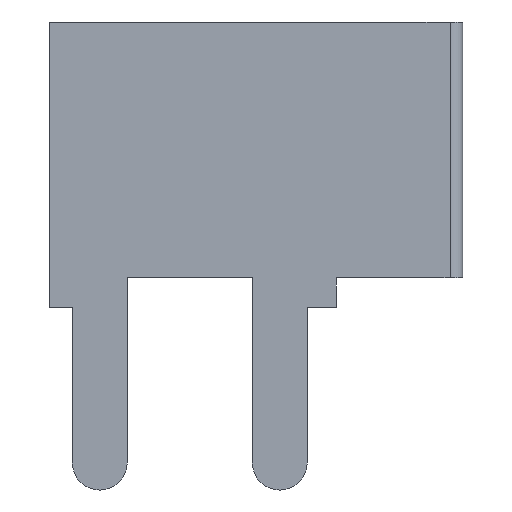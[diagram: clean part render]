
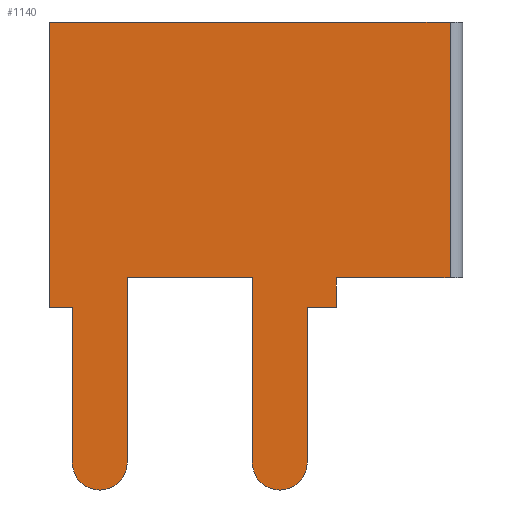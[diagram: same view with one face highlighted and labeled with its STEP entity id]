
A CAD part, left-side view. The second image highlights one B-rep face of the part: STEP entity #1140.
In plain terms, the highlighted planar face has unit normal (-1, 0, 0).
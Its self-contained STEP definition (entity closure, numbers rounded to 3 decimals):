
#221 = VERTEX_POINT('',#222);
#222 = CARTESIAN_POINT('',(-4.165,-7.23,0.81));
#229 = EDGE_CURVE('',#221,#230,#232,.T.);
#230 = VERTEX_POINT('',#231);
#231 = CARTESIAN_POINT('',(-4.165,-4.07,0.81));
#232 = LINE('',#233,#234);
#233 = CARTESIAN_POINT('',(-4.165,-7.58,0.81));
#234 = VECTOR('',#235,1.);
#235 = DIRECTION('',(0.,1.,0.));
#301 = EDGE_CURVE('',#230,#302,#304,.T.);
#302 = VERTEX_POINT('',#303);
#303 = CARTESIAN_POINT('',(-4.165,-4.07,0.));
#304 = LINE('',#305,#306);
#305 = CARTESIAN_POINT('',(-4.165,-4.07,0.81));
#306 = VECTOR('',#307,1.);
#307 = DIRECTION('',(0.,0.,-1.));
#353 = VERTEX_POINT('',#354);
#354 = CARTESIAN_POINT('',(-4.165,-7.23,7.92));
#361 = EDGE_CURVE('',#353,#362,#364,.T.);
#362 = VERTEX_POINT('',#363);
#363 = CARTESIAN_POINT('',(-4.165,3.9,7.92));
#364 = LINE('',#365,#366);
#365 = CARTESIAN_POINT('',(-4.165,-7.58,7.92));
#366 = VECTOR('',#367,1.);
#367 = DIRECTION('',(0.,1.,0.));
#416 = EDGE_CURVE('',#417,#302,#419,.T.);
#417 = VERTEX_POINT('',#418);
#418 = CARTESIAN_POINT('',(-4.165,-3.26,0.));
#419 = LINE('',#420,#421);
#420 = CARTESIAN_POINT('',(-4.165,-1.74,0.));
#421 = VECTOR('',#422,1.);
#422 = DIRECTION('',(0.,-1.,0.));
#443 = VERTEX_POINT('',#444);
#444 = CARTESIAN_POINT('',(-4.165,3.9,0.));
#450 = EDGE_CURVE('',#362,#443,#451,.T.);
#451 = LINE('',#452,#453);
#452 = CARTESIAN_POINT('',(-4.165,3.9,0.81));
#453 = VECTOR('',#454,1.);
#454 = DIRECTION('',(0.,0.,-1.));
#466 = VERTEX_POINT('',#467);
#467 = CARTESIAN_POINT('',(-4.165,-3.26,-4.33));
#473 = EDGE_CURVE('',#417,#466,#474,.T.);
#474 = LINE('',#475,#476);
#475 = CARTESIAN_POINT('',(-4.165,-3.26,0.));
#476 = VECTOR('',#477,1.);
#477 = DIRECTION('',(0.,0.,-1.));
#489 = EDGE_CURVE('',#490,#443,#492,.T.);
#490 = VERTEX_POINT('',#491);
#491 = CARTESIAN_POINT('',(-4.165,3.26,0.));
#492 = LINE('',#493,#494);
#493 = CARTESIAN_POINT('',(-4.165,0.498,0.));
#494 = VECTOR('',#495,1.);
#495 = DIRECTION('',(0.,1.,0.));
#514 = VERTEX_POINT('',#515);
#515 = CARTESIAN_POINT('',(-4.165,-2.51,-5.08));
#521 = EDGE_CURVE('',#466,#514,#522,.T.);
#522 = CIRCLE('',#523,0.75);
#523 = AXIS2_PLACEMENT_3D('',#524,#525,#526);
#524 = CARTESIAN_POINT('',(-4.165,-2.51,-4.33));
#525 = DIRECTION('',(1.,0.,0.));
#526 = DIRECTION('',(0.,0.,-1.));
#539 = VERTEX_POINT('',#540);
#540 = CARTESIAN_POINT('',(-4.165,3.26,-4.33));
#546 = EDGE_CURVE('',#490,#539,#547,.T.);
#547 = LINE('',#548,#549);
#548 = CARTESIAN_POINT('',(-4.165,3.26,0.));
#549 = VECTOR('',#550,1.);
#550 = DIRECTION('',(0.,0.,-1.));
#563 = EDGE_CURVE('',#514,#564,#566,.T.);
#564 = VERTEX_POINT('',#565);
#565 = CARTESIAN_POINT('',(-4.165,-2.49,-5.08));
#566 = LINE('',#567,#568);
#567 = CARTESIAN_POINT('',(-4.165,-3.26,-5.08));
#568 = VECTOR('',#569,1.);
#569 = DIRECTION('',(0.,1.,0.));
#587 = VERTEX_POINT('',#588);
#588 = CARTESIAN_POINT('',(-4.165,2.51,-5.08));
#594 = EDGE_CURVE('',#539,#587,#595,.T.);
#595 = CIRCLE('',#596,0.75);
#596 = AXIS2_PLACEMENT_3D('',#597,#598,#599);
#597 = CARTESIAN_POINT('',(-4.165,2.51,-4.33));
#598 = DIRECTION('',(-1.,0.,0.));
#599 = DIRECTION('',(0.,0.,-1.));
#610 = EDGE_CURVE('',#564,#611,#613,.T.);
#611 = VERTEX_POINT('',#612);
#612 = CARTESIAN_POINT('',(-4.165,-1.74,-4.33));
#613 = CIRCLE('',#614,0.75);
#614 = AXIS2_PLACEMENT_3D('',#615,#616,#617);
#615 = CARTESIAN_POINT('',(-4.165,-2.49,-4.33));
#616 = DIRECTION('',(1.,0.,0.));
#617 = DIRECTION('',(0.,0.,1.));
#637 = EDGE_CURVE('',#587,#638,#640,.T.);
#638 = VERTEX_POINT('',#639);
#639 = CARTESIAN_POINT('',(-4.165,2.49,-5.08));
#640 = LINE('',#641,#642);
#641 = CARTESIAN_POINT('',(-4.165,3.26,-5.08));
#642 = VECTOR('',#643,1.);
#643 = DIRECTION('',(0.,-1.,0.));
#661 = EDGE_CURVE('',#662,#611,#664,.T.);
#662 = VERTEX_POINT('',#663);
#663 = CARTESIAN_POINT('',(-4.165,-1.74,0.81));
#664 = LINE('',#665,#666);
#665 = CARTESIAN_POINT('',(-4.165,-1.74,0.81));
#666 = VECTOR('',#667,1.);
#667 = DIRECTION('',(0.,0.,-1.));
#683 = EDGE_CURVE('',#638,#684,#686,.T.);
#684 = VERTEX_POINT('',#685);
#685 = CARTESIAN_POINT('',(-4.165,1.74,-4.33));
#686 = CIRCLE('',#687,0.75);
#687 = AXIS2_PLACEMENT_3D('',#688,#689,#690);
#688 = CARTESIAN_POINT('',(-4.165,2.49,-4.33));
#689 = DIRECTION('',(-1.,0.,0.));
#690 = DIRECTION('',(0.,0.,1.));
#710 = EDGE_CURVE('',#662,#711,#713,.T.);
#711 = VERTEX_POINT('',#712);
#712 = CARTESIAN_POINT('',(-4.165,1.74,0.81));
#713 = LINE('',#714,#715);
#714 = CARTESIAN_POINT('',(-4.165,-7.58,0.81));
#715 = VECTOR('',#716,1.);
#716 = DIRECTION('',(0.,1.,0.));
#732 = EDGE_CURVE('',#711,#684,#733,.T.);
#733 = LINE('',#734,#735);
#734 = CARTESIAN_POINT('',(-4.165,1.74,0.));
#735 = VECTOR('',#736,1.);
#736 = DIRECTION('',(0.,0.,-1.));
#1130 = EDGE_CURVE('',#221,#353,#1131,.T.);
#1131 = LINE('',#1132,#1133);
#1132 = CARTESIAN_POINT('',(-4.165,-7.23,0.81));
#1133 = VECTOR('',#1134,1.);
#1134 = DIRECTION('',(0.,0.,1.));
#1140 = ADVANCED_FACE('',(#1141),#1161,.T.);
#1141 = FACE_BOUND('',#1142,.T.);
#1142 = EDGE_LOOP('',(#1143,#1144,#1145,#1146,#1147,#1148,#1149,#1150,
    #1151,#1152,#1153,#1154,#1155,#1156,#1157,#1158,#1159,#1160));
#1143 = ORIENTED_EDGE('',*,*,#361,.T.);
#1144 = ORIENTED_EDGE('',*,*,#450,.T.);
#1145 = ORIENTED_EDGE('',*,*,#489,.F.);
#1146 = ORIENTED_EDGE('',*,*,#546,.T.);
#1147 = ORIENTED_EDGE('',*,*,#594,.T.);
#1148 = ORIENTED_EDGE('',*,*,#637,.T.);
#1149 = ORIENTED_EDGE('',*,*,#683,.T.);
#1150 = ORIENTED_EDGE('',*,*,#732,.F.);
#1151 = ORIENTED_EDGE('',*,*,#710,.F.);
#1152 = ORIENTED_EDGE('',*,*,#661,.T.);
#1153 = ORIENTED_EDGE('',*,*,#610,.F.);
#1154 = ORIENTED_EDGE('',*,*,#563,.F.);
#1155 = ORIENTED_EDGE('',*,*,#521,.F.);
#1156 = ORIENTED_EDGE('',*,*,#473,.F.);
#1157 = ORIENTED_EDGE('',*,*,#416,.T.);
#1158 = ORIENTED_EDGE('',*,*,#301,.F.);
#1159 = ORIENTED_EDGE('',*,*,#229,.F.);
#1160 = ORIENTED_EDGE('',*,*,#1130,.T.);
#1161 = PLANE('',#1162);
#1162 = AXIS2_PLACEMENT_3D('',#1163,#1164,#1165);
#1163 = CARTESIAN_POINT('',(-4.165,-1.129,1.53));
#1164 = DIRECTION('',(-1.,0.,0.));
#1165 = DIRECTION('',(0.,-1.,0.));
